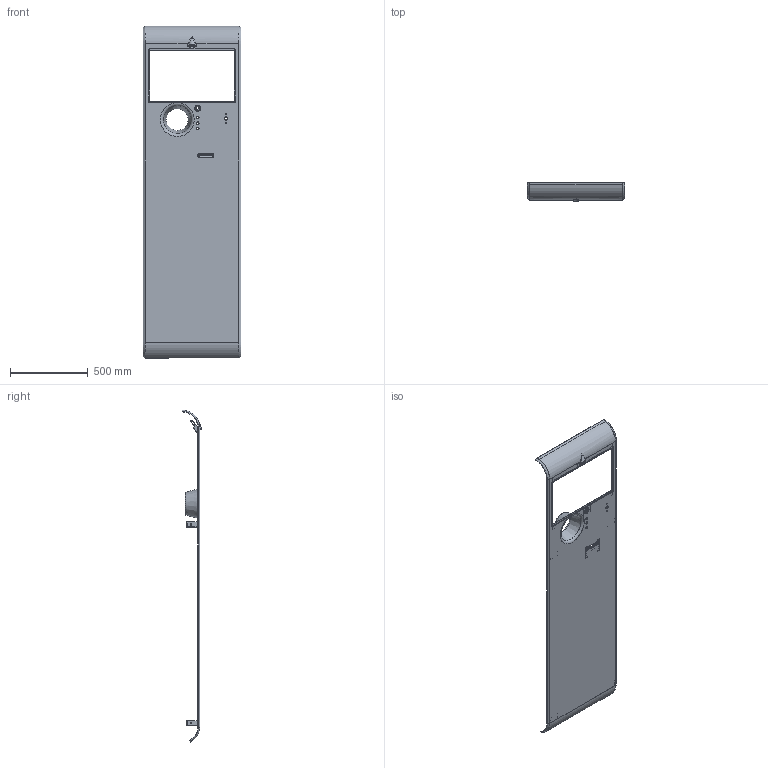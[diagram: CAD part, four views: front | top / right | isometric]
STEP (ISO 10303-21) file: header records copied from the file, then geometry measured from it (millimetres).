
FILE_DESCRIPTION( ( '' ), ' ' );
FILE_NAME( '5c003cdf9788c415e509fe3b.step', '2018-11-29T19:24:16', ( '' ), ( '' ), ' ', ' ', ' ' );
FILE_SCHEMA( ( 'AUTOMOTIVE_DESIGN { 1 0 10303 214 1 1 1 1 }' ) );
Length unit declared in the file: metre
Products named in the file (8): Assem1; P18101-6110-001_Elsö_középsö_burkolat; P18101-6110-002_Elsö_középsö_burkolat_konzol; P18101-6110-007_Ragasztott_csavarozási_pont_2; P18101-6110-004_Kamera_ragasztott_konzol; P18101-6110-005_Nyomtató_konzol; P18101-6110-006_RFID_olvasó_konzol; P18101-6110-008_Mozgásérzékelö szenzor konzol
Assembly tree (11 placements, depth 2):
  Assem1
    P18101-6110-001_Elsö_középsö_burkolat
    P18101-6110-002_Elsö_középsö_burkolat_konzol  x2
    P18101-6110-007_Ragasztott_csavarozási_pont_2  x4
    P18101-6110-004_Kamera_ragasztott_konzol
    P18101-6110-005_Nyomtató_konzol
    P18101-6110-006_RFID_olvasó_konzol
    P18101-6110-008_Mozgásérzékelö szenzor konzol
Bounding box: 630 x 127.49 x 2139 mm (x, y, z)
Volume: 4067634.4 mm3; surface area: 2734329.5 mm2
Topology: 11 solids, 11 shells, 525 faces, 1242 edges, 723 vertices
Faces by surface type: plane 232, cylinder 163, bspline 61, cone 34, torus 27, sphere 4, extrusion 4
Full cylindrical faces by diameter (mm): 2.5 x6, 5 x5, 6.8 x4, 10 x8, 16.2 x3, 18.088 x1, 18.316 x1, 21 x2, 29 x1, 140.516 x1
Entity records: 18849 total; most frequent: CARTESIAN_POINT 8179, DIRECTION 2034, ORIENTED_EDGE 1938, EDGE_CURVE 969, AXIS2_PLACEMENT_3D 764, VERTEX_POINT 593, EDGE_LOOP 540, VECTOR 506
